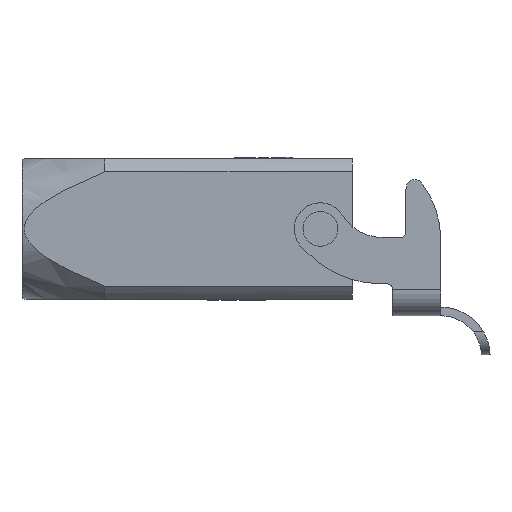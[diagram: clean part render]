
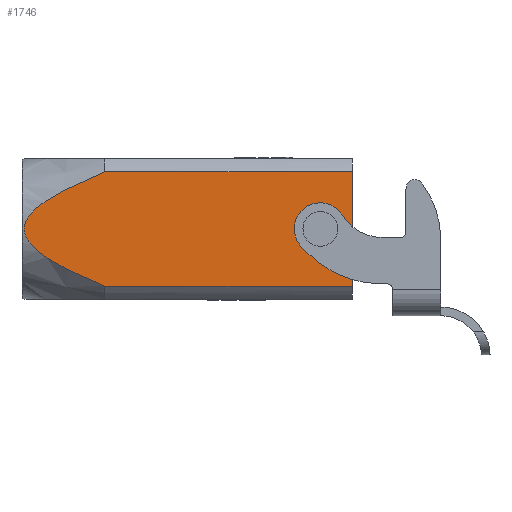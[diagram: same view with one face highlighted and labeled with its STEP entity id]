
A CAD part, left-side view. The second image highlights one B-rep face of the part: STEP entity #1746.
In plain terms, the highlighted planar face has unit normal (-1, 0, 0).
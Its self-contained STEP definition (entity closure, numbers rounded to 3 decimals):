
#160=B_SPLINE_CURVE_WITH_KNOTS('',3,(#21358,#21359,#21360,#21361),
 .UNSPECIFIED.,.F.,.F.,(4,4),(0.,1.),.UNSPECIFIED.);
#200=B_SPLINE_CURVE_WITH_KNOTS('',3,(#22658,#22659,#22660,#22661,#22662,
#22663,#22664,#22665,#22666,#22667,#22668,#22669,#22670,#22671,#22672,#22673,
#22674,#22675,#22676,#22677,#22678,#22679,#22680,#22681,#22682,#22683,#22684,
#22685,#22686,#22687,#22688,#22689,#22690,#22691,#22692,#22693,#22694,#22695,
#22696,#22697,#22698,#22699,#22700),.UNSPECIFIED.,.F.,.F.,(4,1,1,1,1,1,
2,2,1,1,1,1,2,2,1,2,2,1,1,1,1,1,2,2,1,1,1,1,2,2,4),(0.,0.125,
0.188,0.219,0.234,0.242,
0.246,0.25,0.313,0.344,
0.359,0.367,0.371,0.375,
0.438,0.469,0.5,0.563,
0.594,0.609,0.617,0.621,
0.623,0.625,0.688,0.719,
0.734,0.742,0.746,0.75,
1.),.UNSPECIFIED.);
#201=B_SPLINE_CURVE_WITH_KNOTS('',3,(#22820,#22821,#22822,#22823),
 .UNSPECIFIED.,.F.,.F.,(4,4),(0.,1.),.UNSPECIFIED.);
#901=FACE_BOUND('',#3637,.T.);
#902=FACE_BOUND('',#3638,.T.);
#1746=ADVANCED_FACE('',(#901,#902),#2255,.T.);
#2255=PLANE('',#14507);
#3637=EDGE_LOOP('',(#7421));
#3638=EDGE_LOOP('',(#7422,#7423,#7424,#7425));
#4011=CIRCLE('',#14506,2.4);
#7421=ORIENTED_EDGE('',*,*,#10574,.T.);
#7422=ORIENTED_EDGE('',*,*,#10573,.T.);
#7423=ORIENTED_EDGE('',*,*,#10461,.T.);
#7424=ORIENTED_EDGE('',*,*,#10570,.T.);
#7425=ORIENTED_EDGE('',*,*,#10572,.T.);
#8728=VERTEX_POINT('',#21346);
#8731=VERTEX_POINT('',#21357);
#8804=VERTEX_POINT('',#22657);
#8805=VERTEX_POINT('',#22819);
#8806=VERTEX_POINT('',#22828);
#10461=EDGE_CURVE('',#8728,#8731,#160,.T.);
#10570=EDGE_CURVE('',#8731,#8804,#200,.T.);
#10572=EDGE_CURVE('',#8804,#8805,#201,.T.);
#10573=EDGE_CURVE('',#8805,#8728,#11994,.T.);
#10574=EDGE_CURVE('',#8806,#8806,#4011,.T.);
#11994=LINE('',#22825,#13361);
#13361=VECTOR('',#17790,1.);
#14506=AXIS2_PLACEMENT_3D('',#22827,#17793,#17794);
#14507=AXIS2_PLACEMENT_3D('',#22829,#17795,#17796);
#17790=DIRECTION('',(0.,0.,1.));
#17793=DIRECTION('',(1.,0.,0.));
#17794=DIRECTION('',(0.,1.,0.));
#17795=DIRECTION('',(-1.,0.,0.));
#17796=DIRECTION('',(0.,0.,1.));
#21346=CARTESIAN_POINT('',(-12.1,0.,9.846));
#21357=CARTESIAN_POINT('',(-12.1,42.7,9.846));
#21358=CARTESIAN_POINT('',(-12.1,0.,9.846));
#21359=CARTESIAN_POINT('',(-12.1,14.233,9.846));
#21360=CARTESIAN_POINT('',(-12.1,28.467,9.846));
#21361=CARTESIAN_POINT('',(-12.1,42.7,9.846));
#22657=CARTESIAN_POINT('',(-12.1,42.7,-9.846));
#22658=CARTESIAN_POINT('',(-12.1,42.7,9.846));
#22659=CARTESIAN_POINT('',(-12.1,44.437,9.153));
#22660=CARTESIAN_POINT('',(-12.1,46.786,8.149));
#22661=CARTESIAN_POINT('',(-12.1,49.078,7.038));
#22662=CARTESIAN_POINT('',(-12.1,50.112,6.498));
#22663=CARTESIAN_POINT('',(-12.1,50.602,6.232));
#22664=CARTESIAN_POINT('',(-12.1,50.839,6.1));
#22665=CARTESIAN_POINT('',(-12.1,50.939,6.043));
#22666=CARTESIAN_POINT('',(-12.1,51.006,6.006));
#22667=CARTESIAN_POINT('',(-12.1,51.024,5.995));
#22668=CARTESIAN_POINT('',(-12.1,51.834,5.534));
#22669=CARTESIAN_POINT('',(-12.1,52.857,4.895));
#22670=CARTESIAN_POINT('',(-12.1,53.839,4.17));
#22671=CARTESIAN_POINT('',(-12.1,54.278,3.812));
#22672=CARTESIAN_POINT('',(-12.1,54.483,3.635));
#22673=CARTESIAN_POINT('',(-12.1,54.569,3.559));
#22674=CARTESIAN_POINT('',(-12.1,54.625,3.508));
#22675=CARTESIAN_POINT('',(-12.1,54.638,3.497));
#22676=CARTESIAN_POINT('',(-12.1,55.368,2.83));
#22677=CARTESIAN_POINT('',(-12.1,56.122,1.895));
#22678=CARTESIAN_POINT('',(-12.1,56.462,0.97));
#22679=CARTESIAN_POINT('',(-12.1,56.596,0.355));
#22680=CARTESIAN_POINT('',(-12.1,56.619,0.068));
#22681=CARTESIAN_POINT('',(-12.1,56.539,-0.903));
#22682=CARTESIAN_POINT('',(-12.1,56.137,-1.891));
#22683=CARTESIAN_POINT('',(-12.1,55.106,-3.072));
#22684=CARTESIAN_POINT('',(-12.1,54.45,-3.67));
#22685=CARTESIAN_POINT('',(-12.1,54.087,-3.971));
#22686=CARTESIAN_POINT('',(-12.1,53.896,-4.122));
#22687=CARTESIAN_POINT('',(-12.1,53.813,-4.187));
#22688=CARTESIAN_POINT('',(-12.1,53.757,-4.23));
#22689=CARTESIAN_POINT('',(-12.1,53.715,-4.261));
#22690=CARTESIAN_POINT('',(-12.1,53.208,-4.646));
#22691=CARTESIAN_POINT('',(-12.1,52.357,-5.222));
#22692=CARTESIAN_POINT('',(-12.1,51.165,-5.922));
#22693=CARTESIAN_POINT('',(-12.1,50.519,-6.279));
#22694=CARTESIAN_POINT('',(-12.1,50.183,-6.459));
#22695=CARTESIAN_POINT('',(-12.1,50.037,-6.537));
#22696=CARTESIAN_POINT('',(-12.1,49.939,-6.589));
#22697=CARTESIAN_POINT('',(-12.1,49.87,-6.625));
#22698=CARTESIAN_POINT('',(-12.1,47.923,-7.644));
#22699=CARTESIAN_POINT('',(-12.1,45.543,-8.712));
#22700=CARTESIAN_POINT('',(-12.1,42.7,-9.846));
#22819=CARTESIAN_POINT('',(-12.1,0.,-9.846));
#22820=CARTESIAN_POINT('',(-12.1,42.7,-9.846));
#22821=CARTESIAN_POINT('',(-12.1,28.467,-9.846));
#22822=CARTESIAN_POINT('',(-12.1,14.233,-9.846));
#22823=CARTESIAN_POINT('',(-12.1,0.,-9.846));
#22825=CARTESIAN_POINT('',(-12.1,0.,-9.846));
#22827=CARTESIAN_POINT('',(-12.1,5.5,0.023));
#22828=CARTESIAN_POINT('',(-12.1,7.9,0.023));
#22829=CARTESIAN_POINT('',(-12.1,-3.,-12.1));
